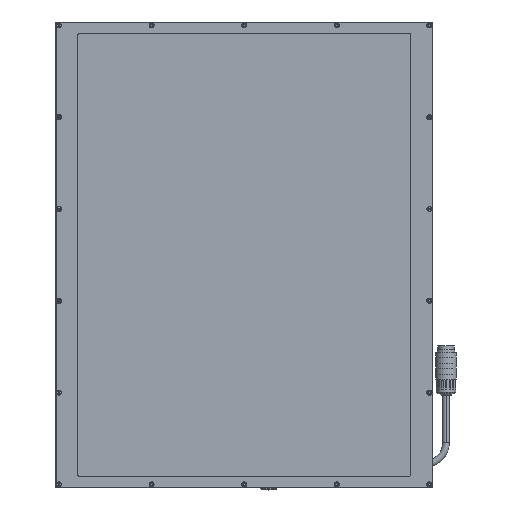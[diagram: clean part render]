
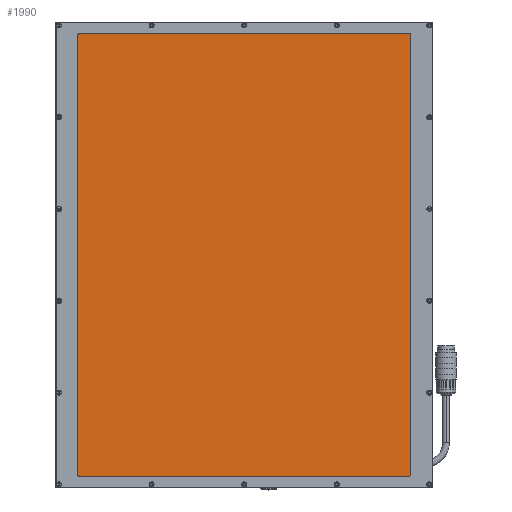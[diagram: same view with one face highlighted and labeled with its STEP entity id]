
A CAD part, top view. The second image highlights one B-rep face of the part: STEP entity #1990.
In plain terms, the highlighted planar face has unit normal (0, 0, 1).
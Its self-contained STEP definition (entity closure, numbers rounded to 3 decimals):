
#465 = LINE ( 'NONE', #19139, #16514 ) ;
#1242 = EDGE_CURVE ( 'NONE', #6149, #29099, #465, .T. ) ;
#1486 = CIRCLE ( 'NONE', #13060, 2. ) ;
#1516 = DIRECTION ( 'NONE',  ( 1., 0., 0. ) ) ;
#1817 = ORIENTED_EDGE ( 'NONE', *, *, #19500, .T. ) ;
#1990 = ADVANCED_FACE ( 'NONE', ( #6873 ), #11886, .T. ) ;
#2070 = AXIS2_PLACEMENT_3D ( 'NONE', #24224, #20216, #22652 ) ;
#2300 = VERTEX_POINT ( 'NONE', #6331 ) ;
#4682 = VECTOR ( 'NONE', #15536, 1000. ) ;
#5090 = AXIS2_PLACEMENT_3D ( 'NONE', #11173, #6173, #32291 ) ;
#5497 = CARTESIAN_POINT ( 'NONE',  ( -150., 198., 11.25 ) ) ;
#6149 = VERTEX_POINT ( 'NONE', #5497 ) ;
#6173 = DIRECTION ( 'NONE',  ( 0., 0., 1. ) ) ;
#6331 = CARTESIAN_POINT ( 'NONE',  ( 148., 200., 11.25 ) ) ;
#6357 = DIRECTION ( 'NONE',  ( 0., 1., 0. ) ) ;
#6420 = CARTESIAN_POINT ( 'NONE',  ( 148., 198., 11.25 ) ) ;
#6873 = FACE_OUTER_BOUND ( 'NONE', #33112, .T. ) ;
#7410 = CARTESIAN_POINT ( 'NONE',  ( -149.414, 200., 11.25 ) ) ;
#9519 = ORIENTED_EDGE ( 'NONE', *, *, #24104, .T. ) ;
#9601 = VERTEX_POINT ( 'NONE', #22017 ) ;
#9628 = DIRECTION ( 'NONE',  ( 1., 0., 0. ) ) ;
#10878 = VERTEX_POINT ( 'NONE', #30591 ) ;
#11173 = CARTESIAN_POINT ( 'NONE',  ( -148., 198., 11.25 ) ) ;
#11280 = EDGE_CURVE ( 'NONE', #10878, #16333, #33166, .T. ) ;
#11886 = PLANE ( 'NONE',  #22677 ) ;
#12633 = EDGE_CURVE ( 'NONE', #17823, #6149, #15576, .T. ) ;
#13060 = AXIS2_PLACEMENT_3D ( 'NONE', #6420, #19744, #21824 ) ;
#13123 = DIRECTION ( 'NONE',  ( 1., 0., 0. ) ) ;
#15536 = DIRECTION ( 'NONE',  ( -1., 0., 0. ) ) ;
#15576 = CIRCLE ( 'NONE', #5090, 2. ) ;
#15863 = CIRCLE ( 'NONE', #2070, 2. ) ;
#16333 = VERTEX_POINT ( 'NONE', #28494 ) ;
#16514 = VECTOR ( 'NONE', #31763, 1000. ) ;
#16946 = ORIENTED_EDGE ( 'NONE', *, *, #31268, .T. ) ;
#17725 = EDGE_CURVE ( 'NONE', #9601, #10878, #26346, .T. ) ;
#17823 = VERTEX_POINT ( 'NONE', #31230 ) ;
#17961 = LINE ( 'NONE', #7410, #4682 ) ;
#19139 = CARTESIAN_POINT ( 'NONE',  ( -150., -199.414, 11.25 ) ) ;
#19500 = EDGE_CURVE ( 'NONE', #16333, #2300, #1486, .T. ) ;
#19744 = DIRECTION ( 'NONE',  ( 0., 0., 1. ) ) ;
#20216 = DIRECTION ( 'NONE',  ( 0., 0., 1. ) ) ;
#20594 = ORIENTED_EDGE ( 'NONE', *, *, #12633, .T. ) ;
#20600 = ORIENTED_EDGE ( 'NONE', *, *, #11280, .T. ) ;
#21298 = AXIS2_PLACEMENT_3D ( 'NONE', #30884, #33322, #1516 ) ;
#21434 = CARTESIAN_POINT ( 'NONE',  ( -149.414, -200., 11.25 ) ) ;
#21824 = DIRECTION ( 'NONE',  ( 1., 0., 0. ) ) ;
#22017 = CARTESIAN_POINT ( 'NONE',  ( 148., -200., 11.25 ) ) ;
#22652 = DIRECTION ( 'NONE',  ( 1., 0., 0. ) ) ;
#22677 = AXIS2_PLACEMENT_3D ( 'NONE', #22787, #33339, #9628 ) ;
#22787 = CARTESIAN_POINT ( 'NONE',  ( -149.414, -199.414, 11.25 ) ) ;
#24104 = EDGE_CURVE ( 'NONE', #2300, #17823, #17961, .T. ) ;
#24142 = VECTOR ( 'NONE', #13123, 1000. ) ;
#24224 = CARTESIAN_POINT ( 'NONE',  ( -148., -198., 11.25 ) ) ;
#25307 = CARTESIAN_POINT ( 'NONE',  ( -148., -200., 11.25 ) ) ;
#25384 = CARTESIAN_POINT ( 'NONE',  ( -150., -198., 11.25 ) ) ;
#26000 = VECTOR ( 'NONE', #6357, 1000. ) ;
#26346 = CIRCLE ( 'NONE', #21298, 2. ) ;
#26591 = ORIENTED_EDGE ( 'NONE', *, *, #1242, .T. ) ;
#28494 = CARTESIAN_POINT ( 'NONE',  ( 150., 198., 11.25 ) ) ;
#29099 = VERTEX_POINT ( 'NONE', #25384 ) ;
#29881 = CARTESIAN_POINT ( 'NONE',  ( 150., -199.414, 11.25 ) ) ;
#30365 = ORIENTED_EDGE ( 'NONE', *, *, #17725, .T. ) ;
#30591 = CARTESIAN_POINT ( 'NONE',  ( 150., -198., 11.25 ) ) ;
#30810 = VERTEX_POINT ( 'NONE', #25307 ) ;
#30884 = CARTESIAN_POINT ( 'NONE',  ( 148., -198., 11.25 ) ) ;
#31230 = CARTESIAN_POINT ( 'NONE',  ( -148., 200., 11.25 ) ) ;
#31268 = EDGE_CURVE ( 'NONE', #30810, #9601, #31641, .T. ) ;
#31641 = LINE ( 'NONE', #21434, #24142 ) ;
#31763 = DIRECTION ( 'NONE',  ( 0., -1., 0. ) ) ;
#31836 = ORIENTED_EDGE ( 'NONE', *, *, #31840, .T. ) ;
#31840 = EDGE_CURVE ( 'NONE', #29099, #30810, #15863, .T. ) ;
#32291 = DIRECTION ( 'NONE',  ( 1., 0., 0. ) ) ;
#33112 = EDGE_LOOP ( 'NONE', ( #20594, #26591, #31836, #16946, #30365, #20600, #1817, #9519 ) ) ;
#33166 = LINE ( 'NONE', #29881, #26000 ) ;
#33322 = DIRECTION ( 'NONE',  ( 0., 0., 1. ) ) ;
#33339 = DIRECTION ( 'NONE',  ( 0., 0., 1. ) ) ;
